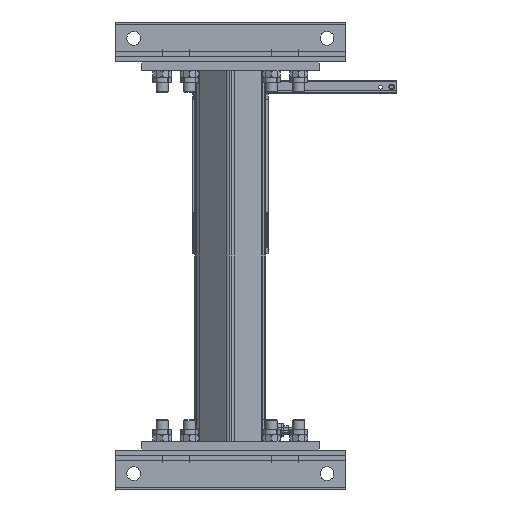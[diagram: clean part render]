
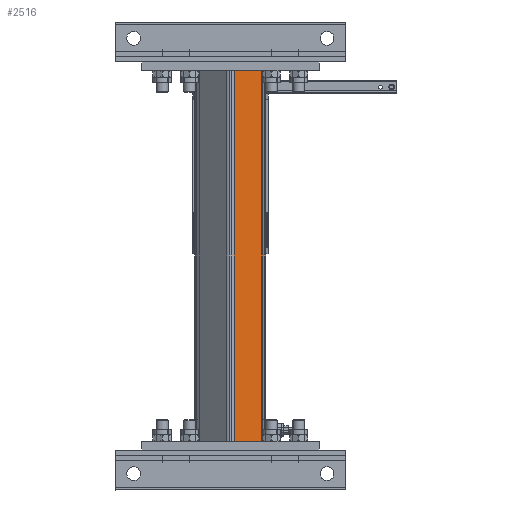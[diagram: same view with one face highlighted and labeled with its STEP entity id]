
A CAD part, left-side view. The second image highlights one B-rep face of the part: STEP entity #2516.
In plain terms, the highlighted planar face has unit normal (-0.707, -0.707, 0).
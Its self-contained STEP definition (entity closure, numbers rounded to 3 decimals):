
#2516=ADVANCED_FACE('',(#5427),#5428,.T.);
#5427=FACE_OUTER_BOUND('',#9281,.T.);
#5428=PLANE('',#9282);
#9281=EDGE_LOOP('',(#15106,#15107,#15108,#15109));
#9282=AXIS2_PLACEMENT_3D('',#15110,#15111,#15112);
#15106=ORIENTED_EDGE('',*,*,#22029,.T.);
#15107=ORIENTED_EDGE('',*,*,#22650,.F.);
#15108=ORIENTED_EDGE('',*,*,#22651,.T.);
#15109=ORIENTED_EDGE('',*,*,#22652,.T.);
#15110=CARTESIAN_POINT('',(-173.902,-595.735,2164.633));
#15111=DIRECTION('',(-0.707,-0.707,0.));
#15112=DIRECTION('',(0.707,-0.707,0.));
#22029=EDGE_CURVE('',#26438,#26443,#26445,.T.);
#22650=EDGE_CURVE('',#27357,#26443,#27358,.T.);
#22651=EDGE_CURVE('',#27357,#27359,#27360,.T.);
#22652=EDGE_CURVE('',#27359,#26438,#27361,.T.);
#26438=VERTEX_POINT('',#35009);
#26443=VERTEX_POINT('',#35015);
#26445=LINE('',#35017,#35018);
#27357=VERTEX_POINT('',#37430);
#27358=LINE('',#37431,#37432);
#27359=VERTEX_POINT('',#37433);
#27360=LINE('',#37434,#37435);
#27361=LINE('',#37436,#37437);
#35009=CARTESIAN_POINT('',(-139.961,-629.676,2999.633));
#35015=CARTESIAN_POINT('',(-207.843,-561.794,2999.633));
#35017=CARTESIAN_POINT('',(-207.843,-561.794,2999.633));
#35018=VECTOR('',#43638,10.);
#37430=CARTESIAN_POINT('',(-207.843,-561.794,2164.633));
#37431=CARTESIAN_POINT('',(-207.843,-561.794,2164.633));
#37432=VECTOR('',#44296,10.);
#37433=CARTESIAN_POINT('',(-139.961,-629.676,2164.633));
#37434=CARTESIAN_POINT('',(-207.843,-561.794,2164.633));
#37435=VECTOR('',#44297,10.);
#37436=CARTESIAN_POINT('',(-139.961,-629.676,2164.633));
#37437=VECTOR('',#44298,10.);
#43638=DIRECTION('',(-0.707,0.707,0.));
#44296=DIRECTION('',(0.,0.,1.));
#44297=DIRECTION('',(0.707,-0.707,0.));
#44298=DIRECTION('',(0.,0.,1.));
